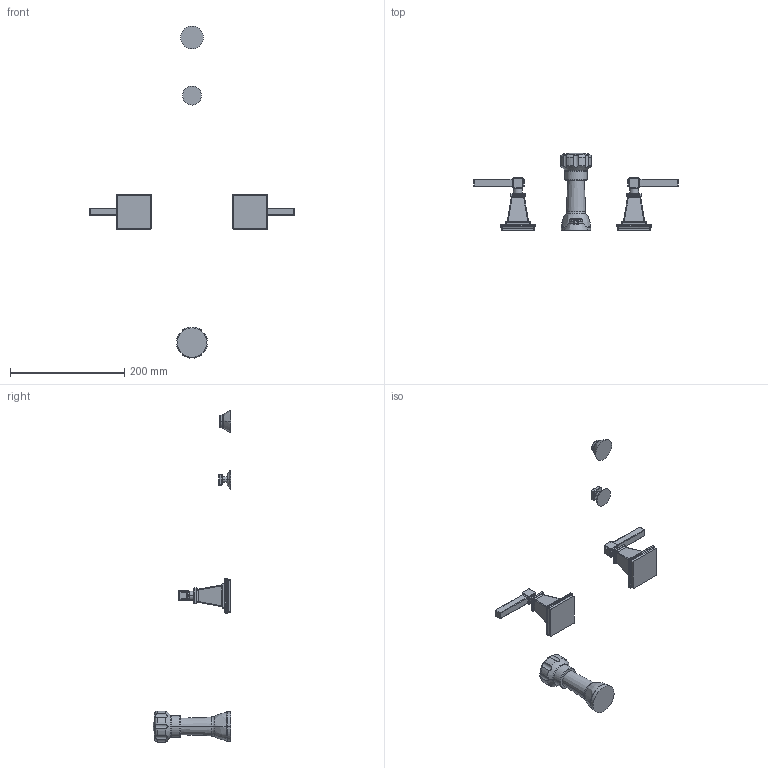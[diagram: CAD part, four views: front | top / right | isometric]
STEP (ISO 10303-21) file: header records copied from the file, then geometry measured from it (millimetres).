
FILE_DESCRIPTION((''),'2;1');
FILE_NAME('3149','2021-02-01T12:30:56',('jinson.thomas'),(''),'CREO PARAMETRIC BY PTC INC, 2018400','CREO PARAMETRIC BY PTC INC, 2018400','');
FILE_SCHEMA(('CONFIG_CONTROL_DESIGN'));
Length unit declared in the file: inch
Products named in the file (1): 3149
Bounding box: 357.2 x 135.97 x 580.53 mm (x, y, z)
Volume: 418517.2 mm3; surface area: 75191.1 mm2
Topology: 5 solids, 5 shells, 623 faces, 1496 edges, 873 vertices
Faces by surface type: cylinder 244, bspline 154, plane 133, torus 44, sphere 34, cone 14
Entity records: 23869 total; most frequent: CARTESIAN_POINT 10441, ORIENTED_EDGE 2924, DIRECTION 2668, EDGE_CURVE 1462, AXIS2_PLACEMENT_3D 1071, VERTEX_POINT 873, EDGE_LOOP 647, FACE_OUTER_BOUND 623
